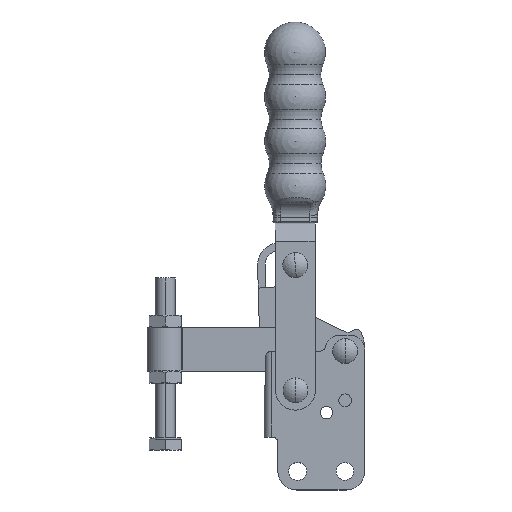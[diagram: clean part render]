
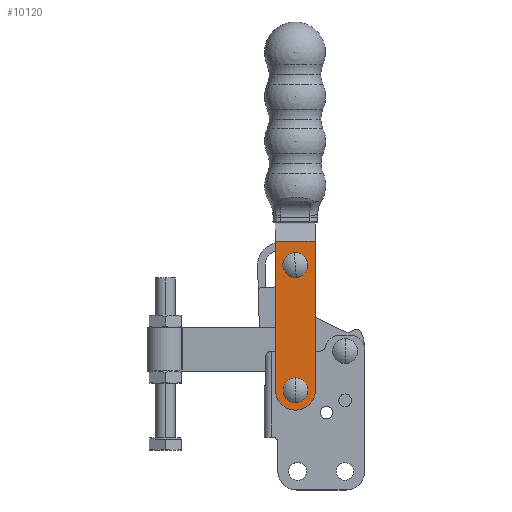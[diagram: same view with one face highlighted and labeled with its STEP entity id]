
A CAD part, top view. The second image highlights one B-rep face of the part: STEP entity #10120.
In plain terms, the highlighted planar face has unit normal (0, 0, 1).
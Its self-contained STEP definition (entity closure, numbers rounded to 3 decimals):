
#52 = EDGE_CURVE ( 'NONE', #259, #1620, #292, .T. ) ;
#119 = ORIENTED_EDGE ( 'NONE', *, *, #1933, .F. ) ;
#132 = AXIS2_PLACEMENT_3D ( 'NONE', #5330, #9374, #7079 ) ;
#163 = VERTEX_POINT ( 'NONE', #5931 ) ;
#176 = EDGE_CURVE ( 'NONE', #7155, #163, #9241, .T. ) ;
#259 = VERTEX_POINT ( 'NONE', #7262 ) ;
#292 = CIRCLE ( 'NONE', #6114, 5. ) ;
#664 = CARTESIAN_POINT ( 'NONE',  ( 7.1, 45.155, 11.5 ) ) ;
#689 = VERTEX_POINT ( 'NONE', #3492 ) ;
#764 = DIRECTION ( 'NONE',  ( 0., 0., 1. ) ) ;
#981 = AXIS2_PLACEMENT_3D ( 'NONE', #4107, #10767, #5062 ) ;
#1134 = FACE_BOUND ( 'NONE', #1669, .T. ) ;
#1148 = EDGE_CURVE ( 'NONE', #689, #8677, #11286, .T. ) ;
#1620 = VERTEX_POINT ( 'NONE', #664 ) ;
#1669 = EDGE_LOOP ( 'NONE', ( #9058, #8056 ) ) ;
#1933 = EDGE_CURVE ( 'NONE', #7291, #6865, #6729, .T. ) ;
#1958 = ORIENTED_EDGE ( 'NONE', *, *, #7940, .F. ) ;
#2101 = EDGE_LOOP ( 'NONE', ( #9618, #7854, #12106, #119 ) ) ;
#2370 = ORIENTED_EDGE ( 'NONE', *, *, #52, .F. ) ;
#2558 = DIRECTION ( 'NONE',  ( -1., 0., 0. ) ) ;
#2858 = EDGE_CURVE ( 'NONE', #6865, #8677, #7877, .T. ) ;
#2865 = CARTESIAN_POINT ( 'NONE',  ( -0.888, 32.143, 11.5 ) ) ;
#3492 = CARTESIAN_POINT ( 'NONE',  ( 15.1, 40.167, 11.5 ) ) ;
#3589 = EDGE_CURVE ( 'NONE', #163, #7155, #9367, .T. ) ;
#3667 = DIRECTION ( 'NONE',  ( 0., 0., 1. ) ) ;
#3872 = CARTESIAN_POINT ( 'NONE',  ( 15.011, 100.167, 11.5 ) ) ;
#3912 = VECTOR ( 'NONE', #11103, 1000. ) ;
#4107 = CARTESIAN_POINT ( 'NONE',  ( 7.1, 40.155, 11.5 ) ) ;
#4540 = DIRECTION ( 'NONE',  ( 1., 0.001, 0. ) ) ;
#4778 = AXIS2_PLACEMENT_3D ( 'NONE', #5740, #11456, #2558 ) ;
#5062 = DIRECTION ( 'NONE',  ( 1., 0.001, 0. ) ) ;
#5330 = CARTESIAN_POINT ( 'NONE',  ( 7.025, 90.635, 11.5 ) ) ;
#5443 = CARTESIAN_POINT ( 'NONE',  ( -0.888, 32.143, 11.5 ) ) ;
#5485 = CARTESIAN_POINT ( 'NONE',  ( -0.989, 100.143, 11.5 ) ) ;
#5496 = CARTESIAN_POINT ( 'NONE',  ( 15.112, 32.167, 11.5 ) ) ;
#5740 = CARTESIAN_POINT ( 'NONE',  ( 7.025, 90.635, 11.5 ) ) ;
#5931 = CARTESIAN_POINT ( 'NONE',  ( 7.417, 85.65, 11.5 ) ) ;
#6114 = AXIS2_PLACEMENT_3D ( 'NONE', #10828, #3667, #11064 ) ;
#6216 = FACE_OUTER_BOUND ( 'NONE', #2101, .T. ) ;
#6345 = PLANE ( 'NONE',  #10775 ) ;
#6391 = DIRECTION ( 'NONE',  ( 1., 0.001, 0. ) ) ;
#6463 = CARTESIAN_POINT ( 'NONE',  ( 7.1, 40.155, 11.5 ) ) ;
#6662 = CARTESIAN_POINT ( 'NONE',  ( -0.9, 40.143, 11.5 ) ) ;
#6729 = LINE ( 'NONE', #2865, #3912 ) ;
#6865 = VERTEX_POINT ( 'NONE', #7706 ) ;
#7079 = DIRECTION ( 'NONE',  ( -1., 0., 0. ) ) ;
#7155 = VERTEX_POINT ( 'NONE', #11265 ) ;
#7262 = CARTESIAN_POINT ( 'NONE',  ( 7.1, 35.155, 11.5 ) ) ;
#7291 = VERTEX_POINT ( 'NONE', #6662 ) ;
#7412 = DIRECTION ( 'NONE',  ( -1., 0., 0. ) ) ;
#7433 = EDGE_LOOP ( 'NONE', ( #1958, #2370 ) ) ;
#7584 = VECTOR ( 'NONE', #4540, 1000. ) ;
#7706 = CARTESIAN_POINT ( 'NONE',  ( -0.989, 100.143, 11.5 ) ) ;
#7854 = ORIENTED_EDGE ( 'NONE', *, *, #1148, .T. ) ;
#7877 = LINE ( 'NONE', #5485, #7584 ) ;
#7940 = EDGE_CURVE ( 'NONE', #1620, #259, #9216, .T. ) ;
#8056 = ORIENTED_EDGE ( 'NONE', *, *, #3589, .F. ) ;
#8438 = FACE_BOUND ( 'NONE', #7433, .T. ) ;
#8677 = VERTEX_POINT ( 'NONE', #3872 ) ;
#9053 = VECTOR ( 'NONE', #9920, 1000. ) ;
#9058 = ORIENTED_EDGE ( 'NONE', *, *, #176, .F. ) ;
#9216 = CIRCLE ( 'NONE', #9639, 5. ) ;
#9241 = CIRCLE ( 'NONE', #132, 5. ) ;
#9367 = CIRCLE ( 'NONE', #4778, 5. ) ;
#9374 = DIRECTION ( 'NONE',  ( 0., 0., 1. ) ) ;
#9618 = ORIENTED_EDGE ( 'NONE', *, *, #12181, .F. ) ;
#9639 = AXIS2_PLACEMENT_3D ( 'NONE', #6463, #764, #7412 ) ;
#9920 = DIRECTION ( 'NONE',  ( -0.001, 1., 0. ) ) ;
#10120 = ADVANCED_FACE ( 'NONE', ( #8438, #1134, #6216 ), #6345, .F. ) ;
#10767 = DIRECTION ( 'NONE',  ( 0., 0., -1. ) ) ;
#10775 = AXIS2_PLACEMENT_3D ( 'NONE', #5443, #12149, #6391 ) ;
#10828 = CARTESIAN_POINT ( 'NONE',  ( 7.1, 40.155, 11.5 ) ) ;
#11064 = DIRECTION ( 'NONE',  ( -1., 0., 0. ) ) ;
#11103 = DIRECTION ( 'NONE',  ( -0.001, 1., 0. ) ) ;
#11265 = CARTESIAN_POINT ( 'NONE',  ( 6.632, 95.619, 11.5 ) ) ;
#11286 = LINE ( 'NONE', #5496, #9053 ) ;
#11456 = DIRECTION ( 'NONE',  ( 0., 0., 1. ) ) ;
#11861 = CIRCLE ( 'NONE', #981, 8. ) ;
#12106 = ORIENTED_EDGE ( 'NONE', *, *, #2858, .F. ) ;
#12149 = DIRECTION ( 'NONE',  ( 0., 0., -1. ) ) ;
#12181 = EDGE_CURVE ( 'NONE', #689, #7291, #11861, .T. ) ;
